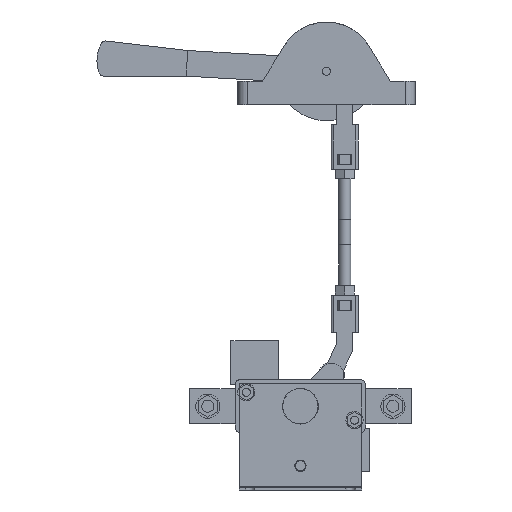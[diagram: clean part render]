
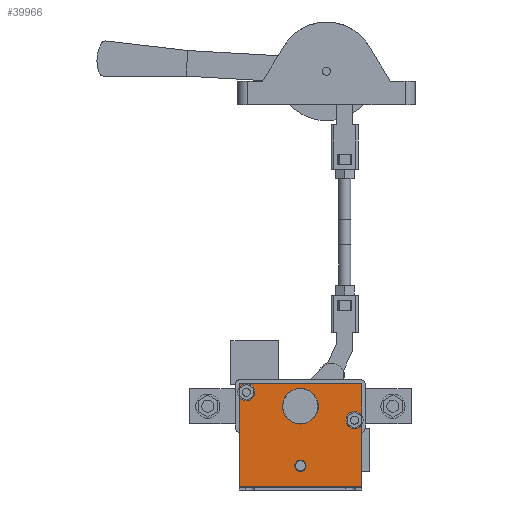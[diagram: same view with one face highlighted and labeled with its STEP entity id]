
A CAD part, left-side view. The second image highlights one B-rep face of the part: STEP entity #39966.
In plain terms, the highlighted planar face has unit normal (-1, 0, 0).
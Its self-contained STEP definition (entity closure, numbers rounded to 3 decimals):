
#120 = ORIENTED_EDGE ( 'NONE', *, *, #16518, .T. ) ;
#430 = CARTESIAN_POINT ( 'NONE',  ( -106., -60.75, -81.25 ) ) ;
#606 = LINE ( 'NONE', #45164, #11201 ) ;
#682 = ORIENTED_EDGE ( 'NONE', *, *, #16380, .F. ) ;
#1899 = CARTESIAN_POINT ( 'NONE',  ( -106., 60.75, 22.75 ) ) ;
#3135 = LINE ( 'NONE', #430, #23184 ) ;
#3187 = DIRECTION ( 'NONE',  ( 0., 0., 1. ) ) ;
#3332 = CARTESIAN_POINT ( 'NONE',  ( -106., 172.81, -81.25 ) ) ;
#3829 = CARTESIAN_POINT ( 'NONE',  ( -106., 0., -59.25 ) ) ;
#4448 = DIRECTION ( 'NONE',  ( 0., 0., 1. ) ) ;
#4577 = DIRECTION ( 'NONE',  ( 0., 0., 1. ) ) ;
#4917 = ORIENTED_EDGE ( 'NONE', *, *, #16318, .F. ) ;
#5163 = AXIS2_PLACEMENT_3D ( 'NONE', #3332, #7345, #35260 ) ;
#5279 = ORIENTED_EDGE ( 'NONE', *, *, #16309, .T. ) ;
#5750 = DIRECTION ( 'NONE',  ( 1., 0., 0. ) ) ;
#5807 = VERTEX_POINT ( 'NONE', #24323 ) ;
#6250 = CARTESIAN_POINT ( 'NONE',  ( -106., 0., -64.85 ) ) ;
#6262 = VERTEX_POINT ( 'NONE', #34204 ) ;
#6592 = ORIENTED_EDGE ( 'NONE', *, *, #16996, .T. ) ;
#7345 = DIRECTION ( 'NONE',  ( 1., 0., 0. ) ) ;
#7819 = DIRECTION ( 'NONE',  ( 0., 0., -1. ) ) ;
#8112 = LINE ( 'NONE', #28472, #41088 ) ;
#8425 = CARTESIAN_POINT ( 'NONE',  ( -106., 53.75, 13.827 ) ) ;
#8732 = CIRCLE ( 'NONE', #48951, 8.5 ) ;
#9898 = AXIS2_PLACEMENT_3D ( 'NONE', #35914, #12027, #39847 ) ;
#9955 = VECTOR ( 'NONE', #13462, 1000. ) ;
#10510 = VERTEX_POINT ( 'NONE', #17032 ) ;
#10611 = CIRCLE ( 'NONE', #9898, 17.75 ) ;
#11201 = VECTOR ( 'NONE', #17506, 1000. ) ;
#11246 = LINE ( 'NONE', #50568, #29961 ) ;
#12027 = DIRECTION ( 'NONE',  ( 1., 0., 0. ) ) ;
#12391 = VERTEX_POINT ( 'NONE', #46064 ) ;
#12424 = DIRECTION ( 'NONE',  ( 0., 0., -1. ) ) ;
#12489 = EDGE_LOOP ( 'NONE', ( #19766, #30666, #34389, #36197, #120, #682, #4917, #5279 ) ) ;
#13462 = DIRECTION ( 'NONE',  ( 0., 0., 1. ) ) ;
#13759 = VECTOR ( 'NONE', #44211, 1000. ) ;
#16014 = ORIENTED_EDGE ( 'NONE', *, *, #16984, .T. ) ;
#16309 = EDGE_CURVE ( 'NONE', #12391, #10510, #3135, .T. ) ;
#16318 = EDGE_CURVE ( 'NONE', #12391, #18344, #33740, .T. ) ;
#16342 = CARTESIAN_POINT ( 'NONE',  ( -106., 60.75, -79.75 ) ) ;
#16351 = CARTESIAN_POINT ( 'NONE',  ( -106., -60.75, -9.005 ) ) ;
#16380 = EDGE_CURVE ( 'NONE', #18344, #28168, #11246, .T. ) ;
#16518 = EDGE_CURVE ( 'NONE', #5807, #28168, #39855, .T. ) ;
#16525 = EDGE_CURVE ( 'NONE', #5807, #26859, #8112, .T. ) ;
#16671 = EDGE_CURVE ( 'NONE', #26859, #43591, #606, .T. ) ;
#16685 = EDGE_CURVE ( 'NONE', #25912, #43591, #40460, .T. ) ;
#16696 = EDGE_CURVE ( 'NONE', #10510, #25912, #8732, .T. ) ;
#16956 = VERTEX_POINT ( 'NONE', #6250 ) ;
#16984 = EDGE_CURVE ( 'NONE', #16956, #16956, #32415, .T. ) ;
#16996 = EDGE_CURVE ( 'NONE', #6262, #6262, #10611, .T. ) ;
#17032 = CARTESIAN_POINT ( 'NONE',  ( -106., -60.75, -18.649 ) ) ;
#17506 = DIRECTION ( 'NONE',  ( 0., -1., 0. ) ) ;
#17526 = FACE_OUTER_BOUND ( 'NONE', #12489, .T. ) ;
#18344 = VERTEX_POINT ( 'NONE', #46511 ) ;
#19766 = ORIENTED_EDGE ( 'NONE', *, *, #16696, .T. ) ;
#20051 = EDGE_LOOP ( 'NONE', ( #16014 ) ) ;
#22665 = AXIS2_PLACEMENT_3D ( 'NONE', #8425, #36313, #12424 ) ;
#23184 = VECTOR ( 'NONE', #4448, 1000. ) ;
#24323 = CARTESIAN_POINT ( 'NONE',  ( -106., 60.75, 18.649 ) ) ;
#25912 = VERTEX_POINT ( 'NONE', #16351 ) ;
#26859 = VERTEX_POINT ( 'NONE', #1899 ) ;
#28168 = VERTEX_POINT ( 'NONE', #36298 ) ;
#28472 = CARTESIAN_POINT ( 'NONE',  ( -106., 60.75, -81.25 ) ) ;
#29672 = CARTESIAN_POINT ( 'NONE',  ( -106., -53.75, -13.827 ) ) ;
#29961 = VECTOR ( 'NONE', #3187, 1000. ) ;
#30666 = ORIENTED_EDGE ( 'NONE', *, *, #16685, .T. ) ;
#31744 = DIRECTION ( 'NONE',  ( 1., 0., 0. ) ) ;
#31870 = FACE_BOUND ( 'NONE', #49502, .T. ) ;
#32415 = CIRCLE ( 'NONE', #50581, 5.6 ) ;
#33525 = CARTESIAN_POINT ( 'NONE',  ( -106., -60.75, -81.25 ) ) ;
#33699 = DIRECTION ( 'NONE',  ( 0., 0., -1. ) ) ;
#33740 = LINE ( 'NONE', #16342, #13759 ) ;
#34204 = CARTESIAN_POINT ( 'NONE',  ( -106., 0., -17.75 ) ) ;
#34389 = ORIENTED_EDGE ( 'NONE', *, *, #16671, .F. ) ;
#35260 = DIRECTION ( 'NONE',  ( 0., 0., 1. ) ) ;
#35914 = CARTESIAN_POINT ( 'NONE',  ( -106., 0., 0. ) ) ;
#36197 = ORIENTED_EDGE ( 'NONE', *, *, #16525, .F. ) ;
#36298 = CARTESIAN_POINT ( 'NONE',  ( -106., 60.75, 9.005 ) ) ;
#36313 = DIRECTION ( 'NONE',  ( 1., 0., 0. ) ) ;
#38635 = FACE_BOUND ( 'NONE', #20051, .T. ) ;
#39847 = DIRECTION ( 'NONE',  ( 0., 0., -1. ) ) ;
#39855 = CIRCLE ( 'NONE', #22665, 8.5 ) ;
#39966 = ADVANCED_FACE ( 'NONE', ( #31870, #38635, #17526 ), #42968, .F. ) ;
#40460 = LINE ( 'NONE', #33525, #9955 ) ;
#41088 = VECTOR ( 'NONE', #4577, 1000. ) ;
#42968 = PLANE ( 'NONE',  #5163 ) ;
#43591 = VERTEX_POINT ( 'NONE', #46534 ) ;
#44211 = DIRECTION ( 'NONE',  ( 0., 1., 0. ) ) ;
#45164 = CARTESIAN_POINT ( 'NONE',  ( -106., 172.81, 22.75 ) ) ;
#46064 = CARTESIAN_POINT ( 'NONE',  ( -106., -60.75, -79.75 ) ) ;
#46511 = CARTESIAN_POINT ( 'NONE',  ( -106., 60.75, -79.75 ) ) ;
#46534 = CARTESIAN_POINT ( 'NONE',  ( -106., -60.75, 22.75 ) ) ;
#48951 = AXIS2_PLACEMENT_3D ( 'NONE', #29672, #5750, #33699 ) ;
#49502 = EDGE_LOOP ( 'NONE', ( #6592 ) ) ;
#50568 = CARTESIAN_POINT ( 'NONE',  ( -106., 60.75, -81.25 ) ) ;
#50581 = AXIS2_PLACEMENT_3D ( 'NONE', #3829, #31744, #7819 ) ;
